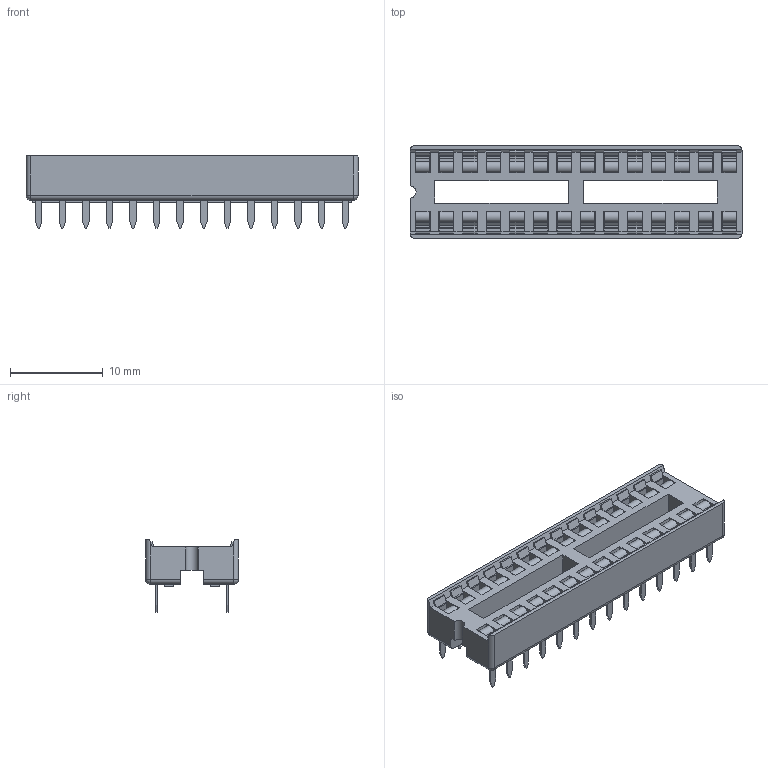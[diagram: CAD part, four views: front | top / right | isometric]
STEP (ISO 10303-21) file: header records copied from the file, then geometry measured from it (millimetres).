
FILE_DESCRIPTION(('STEP AP214'), '1');
FILE_NAME('DIP300-skt-flat-28', '2016-03-21T17:44:45', ('Nobody'), (''), 'ASCON STEP Converter 1.3', 'ASCON Math Kernel', '');
FILE_SCHEMA(('AUTOMOTIVE_DESIGN { 1 0 10303 214 3 1 1}'));
Length unit declared in the file: millimetre
Bounding box: 35.76 x 10 x 7.85 mm (x, y, z)
Volume: 987.5 mm3; surface area: 3242.5 mm2
Topology: 29 solids, 29 shells, 1670 faces, 3708 edges, 2092 vertices
Faces by surface type: plane 1375, cylinder 291, sphere 4
Entity records: 57810 total; most frequent: DIRECTION 7680, CARTESIAN_POINT 7479, ORIENTED_EDGE 7408, EDGE_CURVE 3704, LINE 3062, VECTOR 3062, AXIS2_PLACEMENT_3D 2309, VERTEX_POINT 2092
